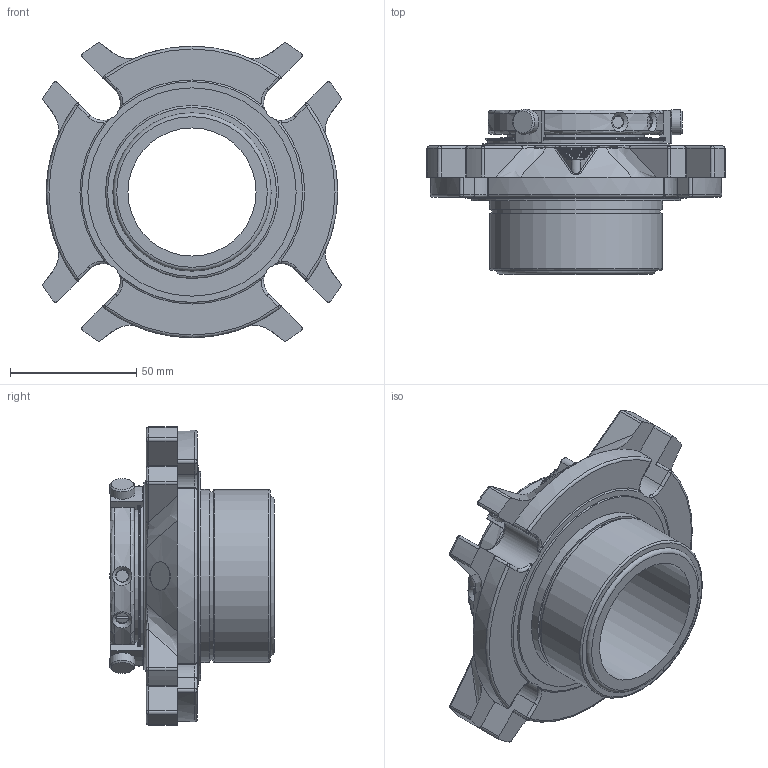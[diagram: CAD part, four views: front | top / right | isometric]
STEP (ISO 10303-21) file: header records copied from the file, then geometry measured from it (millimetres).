
FILE_DESCRIPTION(/* description */ ('Unknown'),/* implementation_level */ '2;1');
FILE_NAME(/* name */ '2.000',/* time_stamp */ '2023-04-03T15:49:21+01:00',/* author */ ('Unknown'),/* organization */ ('Unknown'),/* preprocessor_version */ 'ST-DEVELOPER v18.102',/* originating_system */ 'Solid Edge',/* authorisation */ 'Unknown');
FILE_SCHEMA (('AUTOMOTIVE_DESIGN {1 0 10303 214 3 1 1}'));
Length unit declared in the file: millimetre
Products named in the file (1): 2.000
Bounding box: 118.21 x 65.35 x 118.21 mm (x, y, z)
Volume: 232345.4 mm3; surface area: 52592.3 mm2
Topology: 1 solids, 1 shells, 506 faces, 1284 edges, 784 vertices
Faces by surface type: cylinder 194, plane 150, torus 65, bspline 40, sphere 32, cone 25
Full cylindrical faces by diameter (mm): 3.405 x1, 5 x5, 6 x3, 10 x3, 11.252 x3, 50.8 x1, 53.95 x1, 62.738 x1, 66.802 x1, 68.529 x1, 68.58 x1, 69.952 x1, 71.476 x1, 82.55 x1
Entity records: 18786 total; most frequent: CARTESIAN_POINT 3781, DIRECTION 2434, ORIENTED_EDGE 2336, EDGE_CURVE 1168, AXIS2_PLACEMENT_3D 988, VERTEX_POINT 737, EDGE_LOOP 587, FACE_BOUND 587
